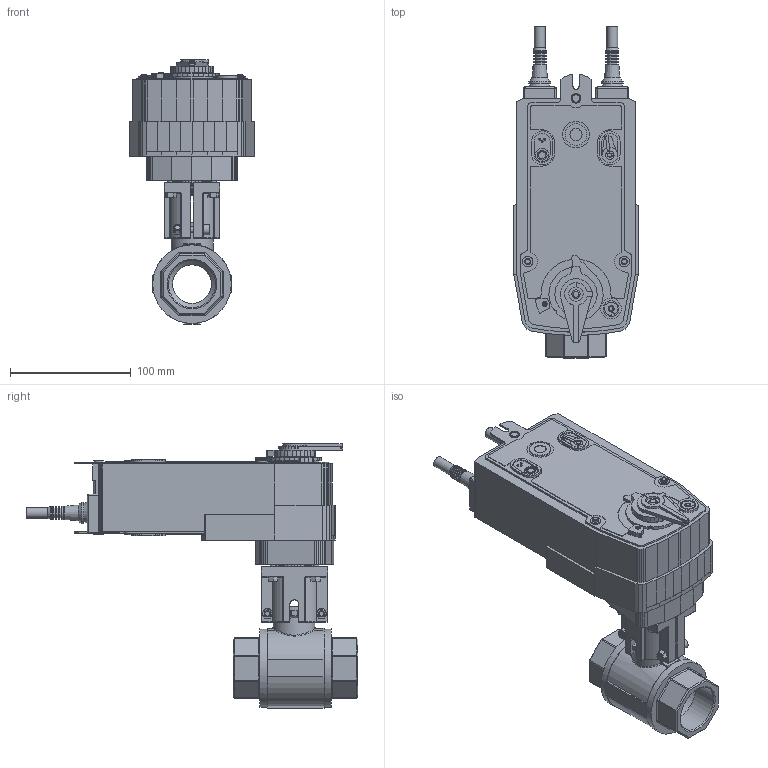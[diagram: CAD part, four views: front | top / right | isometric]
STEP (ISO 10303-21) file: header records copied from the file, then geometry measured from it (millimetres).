
FILE_DESCRIPTION(/* description */ ('Unknown'),/* implementation_level */ '2;1');
FILE_NAME(/* name */ 'SFR2 0852-07',/* time_stamp */ '2022-10-20T10:15:49+02:00',/* author */ ('Unknown'),/* organization */ ('Unknown'),/* preprocessor_version */ 'ST-DEVELOPER v16.7',/* originating_system */ 'Solid Edge',/* authorisation */ 'Unknown');
FILE_SCHEMA (('AUTOMOTIVE_DESIGN {1 0 10303 214 3 1 1}'));
Products named in the file (14): SRF24A-S2-5-2.852.032; 2.852.032; Befestigungsflansch F05; DIN912_M5x25; DIN934_M5; SRF230A-S2-5_3D; 6; 5; 3; 2; 7; 4; 1; DIN558 M5x14
Assembly tree (19 placements, depth 3):
  SRF24A-S2-5-2.852.032
    2.852.032
    Befestigungsflansch F05  x2
    DIN912_M5x25  x2
    DIN934_M5  x2
    SRF230A-S2-5_3D
      6
      5
      3
      2
      7
      4
      1
    DIN558 M5x14  x4
Bounding box: 103 x 274.5 x 218.55 mm (x, y, z)
Volume: 1520871.2 mm3; surface area: 181931.6 mm2
Topology: 18 solids, 18 shells, 2756 faces, 7656 edges, 4986 vertices
Faces by surface type: plane 2440, cylinder 204, cone 36, sphere 32, torus 26, bspline 18
Full cylindrical faces by diameter (mm): 1 x1, 1.6 x8, 2 x1, 4 x6, 4.134 x4, 5 x10, 5.3 x4, 6 x1, 6.4 x2, 7 x6, 8 x13, 8.5 x2, 8.6 x2, 9 x2, 10 x2, 11 x12, 17 x1, 18 x4, 24.6 x1, 30.154 x1, 32 x2, 35 x2, 38.952 x2, 65 x2
Entity records: 99942 total; most frequent: CARTESIAN_POINT 15408, ORIENTED_EDGE 14314, DIRECTION 12740, EDGE_CURVE 7157, LINE 6626, VECTOR 6626, VERTEX_POINT 4762, AXIS2_PLACEMENT_3D 3057
